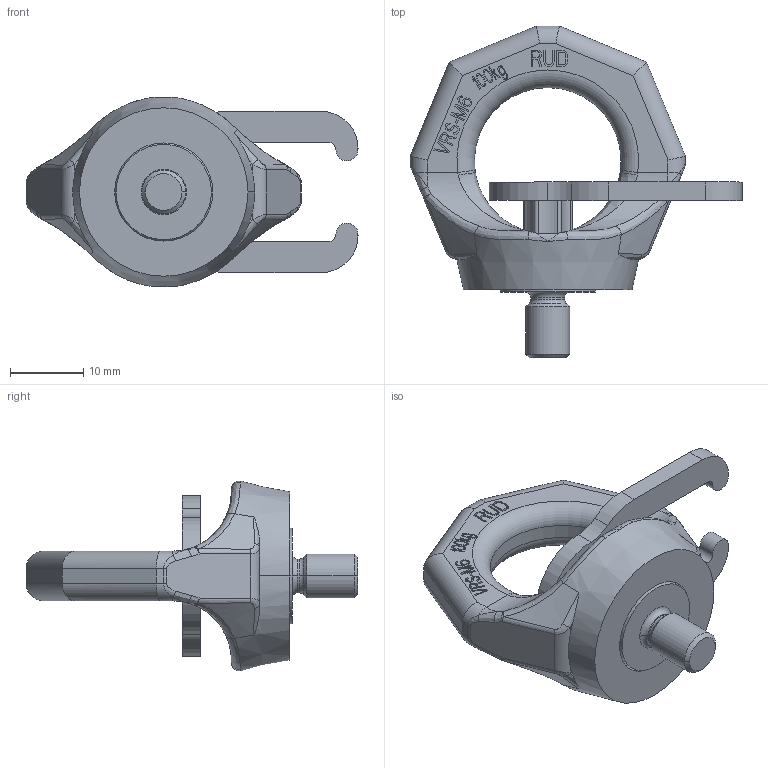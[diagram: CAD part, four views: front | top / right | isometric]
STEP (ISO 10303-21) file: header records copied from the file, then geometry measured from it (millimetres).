
FILE_DESCRIPTION((''),'2;1');
FILE_NAME('001-M09502-P-5_ASM','2011-06-08T',('Karlheinz.Leichs'),(''),'PRO/ENGINEER BY PARAMETRIC TECHNOLOGY CORPORATION, 2010140','PRO/ENGINEER BY PARAMETRIC TECHNOLOGY CORPORATION, 2010140','');
FILE_SCHEMA(('CONFIG_CONTROL_DESIGN'));
Length unit declared in the file: millimetre
Products named in the file (4): 001-M09502-P-1; 001-M09502-P-2; 001-M09504-P-4; 001-M09502-P-5_ASM
Assembly tree (3 placements, depth 2):
  001-M09502-P-5_ASM
    001-M09502-P-1
    001-M09502-P-2
    001-M09504-P-4
Bounding box: 45.31 x 45.3 x 25.92 mm (x, y, z)
Volume: 8684.7 mm3; surface area: 5690.5 mm2
Topology: 3 solids, 3 shells, 608 faces, 1674 edges, 1094 vertices
Faces by surface type: plane 466, cylinder 66, bspline 48, torus 14, cone 10, sphere 4
Entity records: 22680 total; most frequent: CARTESIAN_POINT 7438, ORIENTED_EDGE 3348, DIRECTION 2824, EDGE_CURVE 1674, VECTOR 1360, LINE 1360, VERTEX_POINT 1094, AXIS2_PLACEMENT_3D 732
